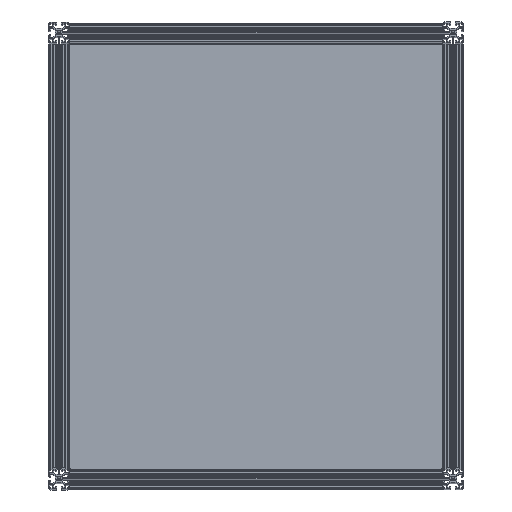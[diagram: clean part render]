
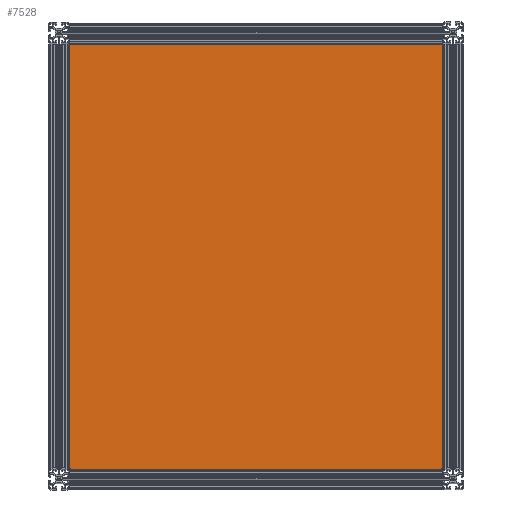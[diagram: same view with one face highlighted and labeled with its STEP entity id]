
A CAD part, top view. The second image highlights one B-rep face of the part: STEP entity #7528.
In plain terms, the highlighted face is planar.
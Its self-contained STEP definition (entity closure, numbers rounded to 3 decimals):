
#698 = ORIENTED_EDGE ( 'NONE', *, *, #15027, .T. ) ;
#994 = VERTEX_POINT ( 'NONE', #11274 ) ;
#1080 = ORIENTED_EDGE ( 'NONE', *, *, #1408, .F. ) ;
#1094 = CARTESIAN_POINT ( 'NONE',  ( 130.073, 243.873, -2. ) ) ;
#1170 = DIRECTION ( 'NONE',  ( 0., -1., 0. ) ) ;
#1187 = CARTESIAN_POINT ( 'NONE',  ( 0., 243.873, -2. ) ) ;
#1265 = VECTOR ( 'NONE', #4548, 1000. ) ;
#1324 = LINE ( 'NONE', #12489, #6968 ) ;
#1394 = LINE ( 'NONE', #4956, #6674 ) ;
#1408 = EDGE_CURVE ( 'NONE', #7529, #13920, #6251, .T. ) ;
#1663 = EDGE_CURVE ( 'NONE', #994, #4091, #6386, .T. ) ;
#1728 = EDGE_CURVE ( 'NONE', #7077, #11722, #1394, .T. ) ;
#2224 = DIRECTION ( 'NONE',  ( 0., -1., 0. ) ) ;
#2347 = DIRECTION ( 'NONE',  ( 0., 1., 0. ) ) ;
#2498 = DIRECTION ( 'NONE',  ( 1., 0., 0. ) ) ;
#2594 = CARTESIAN_POINT ( 'NONE',  ( -586.727, 0., -2. ) ) ;
#3091 = CARTESIAN_POINT ( 'NONE',  ( 130.073, -586.927, -2. ) ) ;
#3141 = VECTOR ( 'NONE', #15128, 1000. ) ;
#3324 = LINE ( 'NONE', #11931, #8876 ) ;
#3578 = CARTESIAN_POINT ( 'NONE',  ( 0., 243.873, -2. ) ) ;
#3779 = CARTESIAN_POINT ( 'NONE',  ( 130.073, 0., -2. ) ) ;
#3948 = DIRECTION ( 'NONE',  ( 0., 0., 1. ) ) ;
#4091 = VERTEX_POINT ( 'NONE', #13305 ) ;
#4146 = CARTESIAN_POINT ( 'NONE',  ( -600.727, 257.873, -2. ) ) ;
#4151 = VECTOR ( 'NONE', #10176, 1000. ) ;
#4154 = CARTESIAN_POINT ( 'NONE',  ( -600.727, 243.873, -2. ) ) ;
#4210 = CARTESIAN_POINT ( 'NONE',  ( -586.727, 257.873, -2. ) ) ;
#4258 = LINE ( 'NONE', #7654, #4151 ) ;
#4548 = DIRECTION ( 'NONE',  ( 1., 0., 0. ) ) ;
#4652 = CARTESIAN_POINT ( 'NONE',  ( 144.073, 257.873, -2. ) ) ;
#4852 = LINE ( 'NONE', #2594, #15805 ) ;
#4956 = CARTESIAN_POINT ( 'NONE',  ( 130.073, 0., -2. ) ) ;
#5309 = CARTESIAN_POINT ( 'NONE',  ( -586.727, 0., -2. ) ) ;
#5449 = VECTOR ( 'NONE', #2347, 1000. ) ;
#5480 = EDGE_LOOP ( 'NONE', ( #1080, #7255, #6113, #11712, #7538, #11598, #7080, #5491, #16236, #6053, #11941, #698 ) ) ;
#5491 = ORIENTED_EDGE ( 'NONE', *, *, #14518, .T. ) ;
#5868 = EDGE_CURVE ( 'NONE', #11036, #10411, #3324, .T. ) ;
#6053 = ORIENTED_EDGE ( 'NONE', *, *, #5868, .F. ) ;
#6113 = ORIENTED_EDGE ( 'NONE', *, *, #14494, .T. ) ;
#6251 = LINE ( 'NONE', #4146, #11864 ) ;
#6319 = VERTEX_POINT ( 'NONE', #15552 ) ;
#6386 = LINE ( 'NONE', #4652, #11947 ) ;
#6459 = FACE_OUTER_BOUND ( 'NONE', #5480, .T. ) ;
#6627 = CARTESIAN_POINT ( 'NONE',  ( -586.727, 243.873, -2. ) ) ;
#6674 = VECTOR ( 'NONE', #7595, 1000. ) ;
#6905 = DIRECTION ( 'NONE',  ( 0., -1., 0. ) ) ;
#6922 = VERTEX_POINT ( 'NONE', #10066 ) ;
#6951 = LINE ( 'NONE', #3578, #1265 ) ;
#6968 = VECTOR ( 'NONE', #13758, 1000. ) ;
#7077 = VERTEX_POINT ( 'NONE', #7092 ) ;
#7080 = ORIENTED_EDGE ( 'NONE', *, *, #13713, .T. ) ;
#7092 = CARTESIAN_POINT ( 'NONE',  ( 130.073, -572.927, -2. ) ) ;
#7255 = ORIENTED_EDGE ( 'NONE', *, *, #16396, .T. ) ;
#7528 = ADVANCED_FACE ( 'NONE', ( #6459 ), #9407, .F. ) ;
#7529 = VERTEX_POINT ( 'NONE', #16525 ) ;
#7538 = ORIENTED_EDGE ( 'NONE', *, *, #8193, .T. ) ;
#7595 = DIRECTION ( 'NONE',  ( 0., -1., 0. ) ) ;
#7654 = CARTESIAN_POINT ( 'NONE',  ( 0., -572.927, -2. ) ) ;
#7789 = DIRECTION ( 'NONE',  ( 1., 0., 0. ) ) ;
#8193 = EDGE_CURVE ( 'NONE', #4091, #7077, #4258, .T. ) ;
#8306 = LINE ( 'NONE', #3779, #8333 ) ;
#8333 = VECTOR ( 'NONE', #1170, 1000. ) ;
#8678 = LINE ( 'NONE', #9526, #3141 ) ;
#8876 = VECTOR ( 'NONE', #6905, 1000. ) ;
#9407 = PLANE ( 'NONE',  #15993 ) ;
#9526 = CARTESIAN_POINT ( 'NONE',  ( -600.727, -586.927, -2. ) ) ;
#9680 = LINE ( 'NONE', #1187, #15232 ) ;
#10066 = CARTESIAN_POINT ( 'NONE',  ( -586.727, -572.927, -2. ) ) ;
#10091 = DIRECTION ( 'NONE',  ( 0., 1., 0. ) ) ;
#10176 = DIRECTION ( 'NONE',  ( -1., 0., 0. ) ) ;
#10215 = CARTESIAN_POINT ( 'NONE',  ( 0., 0., -2. ) ) ;
#10411 = VERTEX_POINT ( 'NONE', #10985 ) ;
#10905 = VERTEX_POINT ( 'NONE', #1094 ) ;
#10958 = LINE ( 'NONE', #5309, #5449 ) ;
#10985 = CARTESIAN_POINT ( 'NONE',  ( -600.727, -572.927, -2. ) ) ;
#11036 = VERTEX_POINT ( 'NONE', #4154 ) ;
#11274 = CARTESIAN_POINT ( 'NONE',  ( 144.073, 243.873, -2. ) ) ;
#11598 = ORIENTED_EDGE ( 'NONE', *, *, #1728, .T. ) ;
#11712 = ORIENTED_EDGE ( 'NONE', *, *, #1663, .T. ) ;
#11722 = VERTEX_POINT ( 'NONE', #3091 ) ;
#11864 = VECTOR ( 'NONE', #14854, 1000. ) ;
#11931 = CARTESIAN_POINT ( 'NONE',  ( -600.727, 257.873, -2. ) ) ;
#11941 = ORIENTED_EDGE ( 'NONE', *, *, #15613, .T. ) ;
#11947 = VECTOR ( 'NONE', #2224, 1000. ) ;
#12489 = CARTESIAN_POINT ( 'NONE',  ( 0., -572.927, -2. ) ) ;
#13305 = CARTESIAN_POINT ( 'NONE',  ( 144.073, -572.927, -2. ) ) ;
#13713 = EDGE_CURVE ( 'NONE', #11722, #6319, #8678, .T. ) ;
#13758 = DIRECTION ( 'NONE',  ( -1., 0., 0. ) ) ;
#13904 = VERTEX_POINT ( 'NONE', #6627 ) ;
#13920 = VERTEX_POINT ( 'NONE', #4210 ) ;
#14494 = EDGE_CURVE ( 'NONE', #10905, #994, #9680, .T. ) ;
#14518 = EDGE_CURVE ( 'NONE', #6319, #6922, #4852, .T. ) ;
#14854 = DIRECTION ( 'NONE',  ( -1., 0., 0. ) ) ;
#15027 = EDGE_CURVE ( 'NONE', #13904, #13920, #10958, .T. ) ;
#15128 = DIRECTION ( 'NONE',  ( -1., 0., 0. ) ) ;
#15232 = VECTOR ( 'NONE', #2498, 1000. ) ;
#15552 = CARTESIAN_POINT ( 'NONE',  ( -586.727, -586.927, -2. ) ) ;
#15613 = EDGE_CURVE ( 'NONE', #11036, #13904, #6951, .T. ) ;
#15684 = EDGE_CURVE ( 'NONE', #6922, #10411, #1324, .T. ) ;
#15805 = VECTOR ( 'NONE', #10091, 1000. ) ;
#15993 = AXIS2_PLACEMENT_3D ( 'NONE', #10215, #3948, #7789 ) ;
#16236 = ORIENTED_EDGE ( 'NONE', *, *, #15684, .T. ) ;
#16396 = EDGE_CURVE ( 'NONE', #7529, #10905, #8306, .T. ) ;
#16525 = CARTESIAN_POINT ( 'NONE',  ( 130.073, 257.873, -2. ) ) ;
